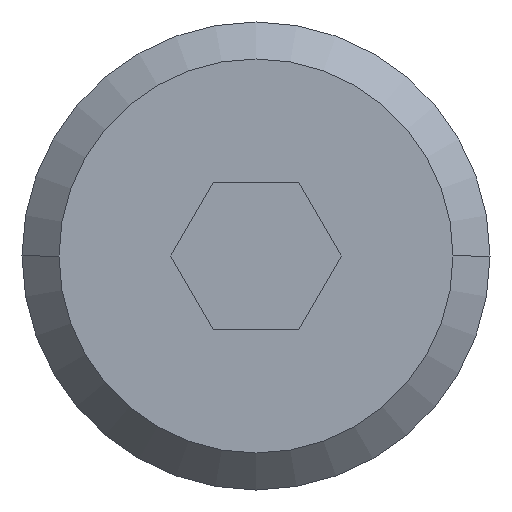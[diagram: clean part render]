
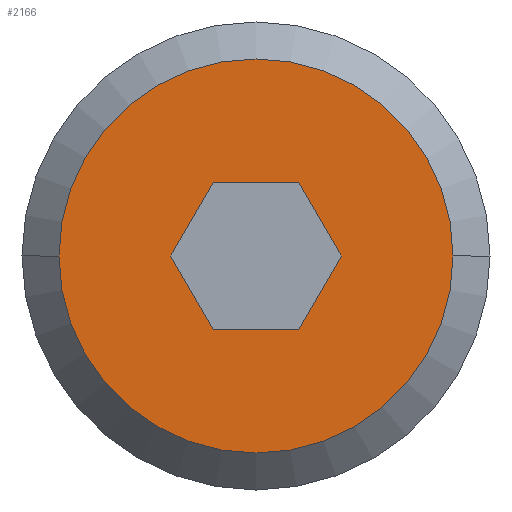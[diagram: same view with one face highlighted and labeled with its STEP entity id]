
A CAD part, left-side view. The second image highlights one B-rep face of the part: STEP entity #2166.
In plain terms, the highlighted planar face has unit normal (-1, 0, 0).
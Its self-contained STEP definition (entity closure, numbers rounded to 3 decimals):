
#110 = DIRECTION ( 'NONE',  ( 0., 0.5, 0.866 ) ) ;
#231 = ORIENTED_EDGE ( 'NONE', *, *, #2496, .T. ) ;
#239 = VERTEX_POINT ( 'NONE', #4867 ) ;
#293 = EDGE_CURVE ( 'NONE', #6345, #4779, #2549, .T. ) ;
#547 = ORIENTED_EDGE ( 'NONE', *, *, #6269, .F. ) ;
#640 = ORIENTED_EDGE ( 'NONE', *, *, #3133, .F. ) ;
#668 = CARTESIAN_POINT ( 'NONE',  ( 0., -0.866, -1.5 ) ) ;
#694 = LINE ( 'NONE', #2130, #5830 ) ;
#702 = CARTESIAN_POINT ( 'NONE',  ( 0., -0.866, 1.5 ) ) ;
#872 = ORIENTED_EDGE ( 'NONE', *, *, #5490, .F. ) ;
#1047 = VERTEX_POINT ( 'NONE', #4723 ) ;
#1059 = VERTEX_POINT ( 'NONE', #1869 ) ;
#1114 = VECTOR ( 'NONE', #110, 1000. ) ;
#1255 = DIRECTION ( 'NONE',  ( 0., 1., 0. ) ) ;
#1286 = EDGE_CURVE ( 'NONE', #5133, #1736, #7258, .T. ) ;
#1501 = DIRECTION ( 'NONE',  ( -1., 0., 0. ) ) ;
#1504 = CARTESIAN_POINT ( 'NONE',  ( 0., -1.732, 0. ) ) ;
#1570 = VECTOR ( 'NONE', #3694, 1000. ) ;
#1736 = VERTEX_POINT ( 'NONE', #3682 ) ;
#1737 = DIRECTION ( 'NONE',  ( -1., 0., 0. ) ) ;
#1804 = LINE ( 'NONE', #2972, #1114 ) ;
#1869 = CARTESIAN_POINT ( 'NONE',  ( 0., -4., 0. ) ) ;
#2089 = FACE_OUTER_BOUND ( 'NONE', #7140, .T. ) ;
#2130 = CARTESIAN_POINT ( 'NONE',  ( 0., 0.866, -1.5 ) ) ;
#2166 = ADVANCED_FACE ( 'NONE', ( #2089, #3634 ), #6736, .F. ) ;
#2343 = CARTESIAN_POINT ( 'NONE',  ( 0., 1.732, 0. ) ) ;
#2496 = EDGE_CURVE ( 'NONE', #6695, #1059, #4439, .T. ) ;
#2549 = LINE ( 'NONE', #4938, #5382 ) ;
#2825 = AXIS2_PLACEMENT_3D ( 'NONE', #5634, #3420, #7275 ) ;
#2972 = CARTESIAN_POINT ( 'NONE',  ( 0., -1.732, 0. ) ) ;
#3133 = EDGE_CURVE ( 'NONE', #4779, #1047, #1804, .T. ) ;
#3187 = ORIENTED_EDGE ( 'NONE', *, *, #1286, .F. ) ;
#3218 = AXIS2_PLACEMENT_3D ( 'NONE', #4926, #1501, #5474 ) ;
#3274 = CIRCLE ( 'NONE', #3949, 4. ) ;
#3300 = LINE ( 'NONE', #4819, #1570 ) ;
#3420 = DIRECTION ( 'NONE',  ( 1., 0., 0. ) ) ;
#3502 = EDGE_CURVE ( 'NONE', #1059, #6695, #3274, .T. ) ;
#3532 = CARTESIAN_POINT ( 'NONE',  ( 0., 4., 0. ) ) ;
#3634 = FACE_BOUND ( 'NONE', #6970, .T. ) ;
#3682 = CARTESIAN_POINT ( 'NONE',  ( 0., 0.866, -1.5 ) ) ;
#3694 = DIRECTION ( 'NONE',  ( 0., 0.5, -0.866 ) ) ;
#3949 = AXIS2_PLACEMENT_3D ( 'NONE', #5159, #1737, #5708 ) ;
#4439 = CIRCLE ( 'NONE', #3218, 4. ) ;
#4723 = CARTESIAN_POINT ( 'NONE',  ( 0., -0.866, 1.5 ) ) ;
#4779 = VERTEX_POINT ( 'NONE', #1504 ) ;
#4818 = DIRECTION ( 'NONE',  ( 0., -0.5, 0.866 ) ) ;
#4819 = CARTESIAN_POINT ( 'NONE',  ( 0., 0.866, 1.5 ) ) ;
#4867 = CARTESIAN_POINT ( 'NONE',  ( 0., 0.866, 1.5 ) ) ;
#4894 = EDGE_CURVE ( 'NONE', #1736, #6345, #694, .T. ) ;
#4926 = CARTESIAN_POINT ( 'NONE',  ( 0., 0., 0. ) ) ;
#4938 = CARTESIAN_POINT ( 'NONE',  ( 0., -0.866, -1.5 ) ) ;
#5099 = LINE ( 'NONE', #702, #6395 ) ;
#5133 = VERTEX_POINT ( 'NONE', #2343 ) ;
#5159 = CARTESIAN_POINT ( 'NONE',  ( 0., 0., 0. ) ) ;
#5382 = VECTOR ( 'NONE', #4818, 1000. ) ;
#5474 = DIRECTION ( 'NONE',  ( 0., 1., 0. ) ) ;
#5476 = CARTESIAN_POINT ( 'NONE',  ( 0., 1.732, 0. ) ) ;
#5483 = ORIENTED_EDGE ( 'NONE', *, *, #3502, .T. ) ;
#5490 = EDGE_CURVE ( 'NONE', #239, #5133, #3300, .T. ) ;
#5634 = CARTESIAN_POINT ( 'NONE',  ( 0., 4.75, 0. ) ) ;
#5708 = DIRECTION ( 'NONE',  ( 0., 1., 0. ) ) ;
#5736 = ORIENTED_EDGE ( 'NONE', *, *, #293, .F. ) ;
#5818 = VECTOR ( 'NONE', #6038, 1000. ) ;
#5830 = VECTOR ( 'NONE', #6092, 1000. ) ;
#6038 = DIRECTION ( 'NONE',  ( 0., -0.5, -0.866 ) ) ;
#6092 = DIRECTION ( 'NONE',  ( 0., -1., 0. ) ) ;
#6100 = ORIENTED_EDGE ( 'NONE', *, *, #4894, .F. ) ;
#6269 = EDGE_CURVE ( 'NONE', #1047, #239, #5099, .T. ) ;
#6345 = VERTEX_POINT ( 'NONE', #668 ) ;
#6395 = VECTOR ( 'NONE', #1255, 1000. ) ;
#6695 = VERTEX_POINT ( 'NONE', #3532 ) ;
#6736 = PLANE ( 'NONE',  #2825 ) ;
#6970 = EDGE_LOOP ( 'NONE', ( #547, #640, #5736, #6100, #3187, #872 ) ) ;
#7140 = EDGE_LOOP ( 'NONE', ( #231, #5483 ) ) ;
#7258 = LINE ( 'NONE', #5476, #5818 ) ;
#7275 = DIRECTION ( 'NONE',  ( 0., 1., 0. ) ) ;
